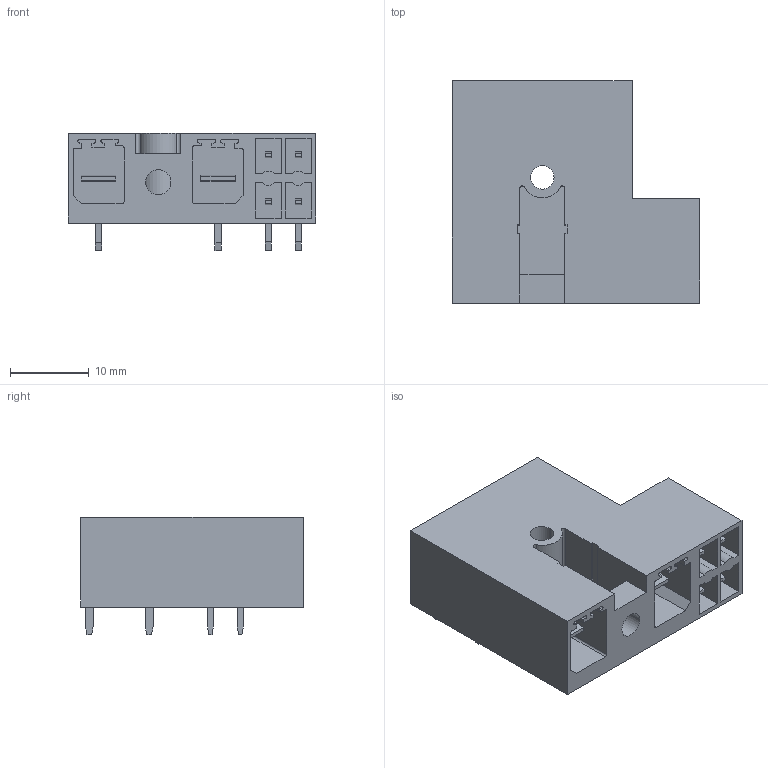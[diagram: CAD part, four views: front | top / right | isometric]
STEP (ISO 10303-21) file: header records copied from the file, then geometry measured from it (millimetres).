
FILE_DESCRIPTION(('CATIA V5 STEP Exchange','CAx-IF Rec.Pracs.--- Model Styling and Organization---1.2---2011-12-15'),'2;1');
FILE_NAME ('D1448386_0', '2018-11-28T04:18:55+00:00', ('none'), ('Weidmueller'), 'CATIA Version 5-6 Release 2014', 'CATIA V5 STEP AP214', 'none');
FILE_SCHEMA(('AUTOMOTIVE_DESIGN { 1 0 10303 214 1 1 1 1 }'));
Length unit declared in the file: millimetre
Products named in the file (1): 1089370000
Bounding box: 31.45 x 28.3 x 14.9 mm (x, y, z)
Volume: 6061 mm3; surface area: 6033.7 mm2
Topology: 7 solids, 7 shells, 284 faces, 790 edges, 524 vertices
Faces by surface type: plane 251, cylinder 33
Entity records: 7708 total; most frequent: ORIENTED_EDGE 1580, CARTESIAN_POINT 1298, DIRECTION 970, EDGE_CURVE 704, VECTOR 646, LINE 646, VERTEX_POINT 460, EDGE_LOOP 308
